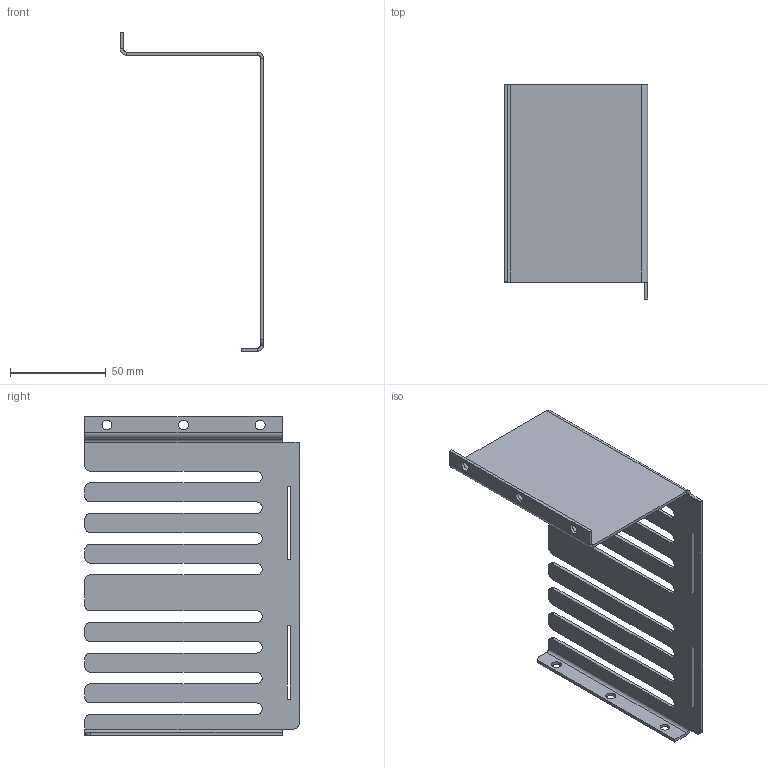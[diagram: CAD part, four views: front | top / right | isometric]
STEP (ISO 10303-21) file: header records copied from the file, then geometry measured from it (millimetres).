
FILE_DESCRIPTION(/* description */ (''),/* implementation_level */ '2;1');
FILE_NAME(/* name */ 'Cage 1 V1.step',/* time_stamp */ '2018-10-31T20:31:14-06:00',/* author */ (''),/* organization */ (''),/* preprocessor_version */ 'ST-DEVELOPER v17.2',/* originating_system */ 'Autodesk Translation Framework v7.6.0.251',/* authorisation */ '');
FILE_SCHEMA (('AUTOMOTIVE_DESIGN { 1 0 10303 214 3 1 1 }'));
Length unit declared in the file: millimetre
Products named in the file (1): Cage 1
Bounding box: 74.85 x 111.85 x 166 mm (x, y, z)
Volume: 35183.6 mm3; surface area: 47831.6 mm2
Topology: 1 solids, 1 shells, 96 faces, 258 edges, 164 vertices
Faces by surface type: plane 58, cylinder 38
Full cylindrical faces by diameter (mm): 5.1 x6
Entity records: 3051 total; most frequent: DIRECTION 528, CARTESIAN_POINT 519, ORIENTED_EDGE 516, EDGE_CURVE 258, LINE 182, VECTOR 182, AXIS2_PLACEMENT_3D 173, VERTEX_POINT 164
